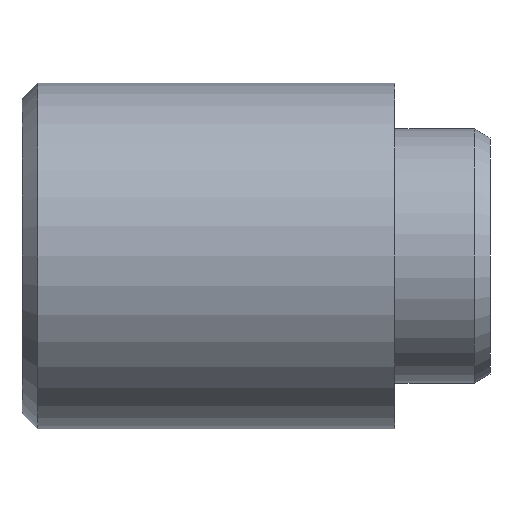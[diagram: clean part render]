
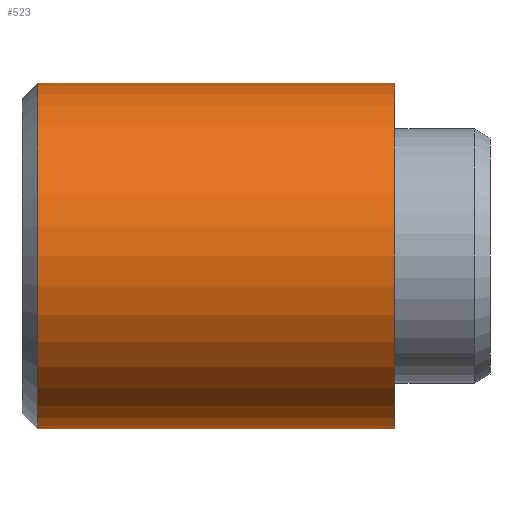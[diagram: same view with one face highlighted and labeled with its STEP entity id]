
A CAD part, left-side view. The second image highlights one B-rep face of the part: STEP entity #523.
In plain terms, the highlighted cylindrical face has radius 2.78 mm (diameter 5.56 mm), a partial arc.
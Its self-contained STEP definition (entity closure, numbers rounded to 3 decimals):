
#8 = VECTOR ( 'NONE', #55, 1000. ) ;
#21 = DIRECTION ( 'NONE',  ( 0., 0., 1. ) ) ;
#55 = DIRECTION ( 'NONE',  ( 0., 1., 0. ) ) ;
#70 = CIRCLE ( 'NONE', #321, 2.78 ) ;
#73 = EDGE_CURVE ( 'NONE', #431, #472, #352, .T. ) ;
#92 = AXIS2_PLACEMENT_3D ( 'NONE', #489, #326, #112 ) ;
#96 = DIRECTION ( 'NONE',  ( 0., 1., 0. ) ) ;
#111 = ORIENTED_EDGE ( 'NONE', *, *, #353, .T. ) ;
#112 = DIRECTION ( 'NONE',  ( 0., 0., -1. ) ) ;
#156 = CIRCLE ( 'NONE', #92, 2.78 ) ;
#191 = EDGE_CURVE ( 'NONE', #251, #472, #156, .T. ) ;
#202 = CARTESIAN_POINT ( 'NONE',  ( 0., 5.75, 2.78 ) ) ;
#223 = DIRECTION ( 'NONE',  ( 0., 0., 1. ) ) ;
#251 = VERTEX_POINT ( 'NONE', #202 ) ;
#301 = LINE ( 'NONE', #344, #8 ) ;
#309 = CARTESIAN_POINT ( 'NONE',  ( 0., 36.602, 0. ) ) ;
#310 = ORIENTED_EDGE ( 'NONE', *, *, #191, .T. ) ;
#321 = AXIS2_PLACEMENT_3D ( 'NONE', #502, #508, #21 ) ;
#326 = DIRECTION ( 'NONE',  ( 0., -1., 0. ) ) ;
#342 = CARTESIAN_POINT ( 'NONE',  ( 0., 0., 2.78 ) ) ;
#344 = CARTESIAN_POINT ( 'NONE',  ( 0., 36.602, 2.78 ) ) ;
#350 = CARTESIAN_POINT ( 'NONE',  ( 0., 5.75, -2.78 ) ) ;
#352 = LINE ( 'NONE', #420, #378 ) ;
#353 = EDGE_CURVE ( 'NONE', #431, #368, #70, .T. ) ;
#368 = VERTEX_POINT ( 'NONE', #342 ) ;
#373 = AXIS2_PLACEMENT_3D ( 'NONE', #309, #484, #223 ) ;
#378 = VECTOR ( 'NONE', #96, 1000. ) ;
#401 = EDGE_LOOP ( 'NONE', ( #435, #111, #445, #310 ) ) ;
#420 = CARTESIAN_POINT ( 'NONE',  ( 0., 36.602, -2.78 ) ) ;
#425 = CYLINDRICAL_SURFACE ( 'NONE', #373, 2.78 ) ;
#431 = VERTEX_POINT ( 'NONE', #471 ) ;
#435 = ORIENTED_EDGE ( 'NONE', *, *, #73, .F. ) ;
#440 = EDGE_CURVE ( 'NONE', #368, #251, #301, .T. ) ;
#445 = ORIENTED_EDGE ( 'NONE', *, *, #440, .T. ) ;
#471 = CARTESIAN_POINT ( 'NONE',  ( 0., 0., -2.78 ) ) ;
#472 = VERTEX_POINT ( 'NONE', #350 ) ;
#484 = DIRECTION ( 'NONE',  ( 0., 1., 0. ) ) ;
#489 = CARTESIAN_POINT ( 'NONE',  ( 0., 5.75, 0. ) ) ;
#502 = CARTESIAN_POINT ( 'NONE',  ( 0., 0., 0. ) ) ;
#508 = DIRECTION ( 'NONE',  ( 0., 1., 0. ) ) ;
#514 = FACE_OUTER_BOUND ( 'NONE', #401, .T. ) ;
#523 = ADVANCED_FACE ( 'NONE', ( #514 ), #425, .T. ) ;
